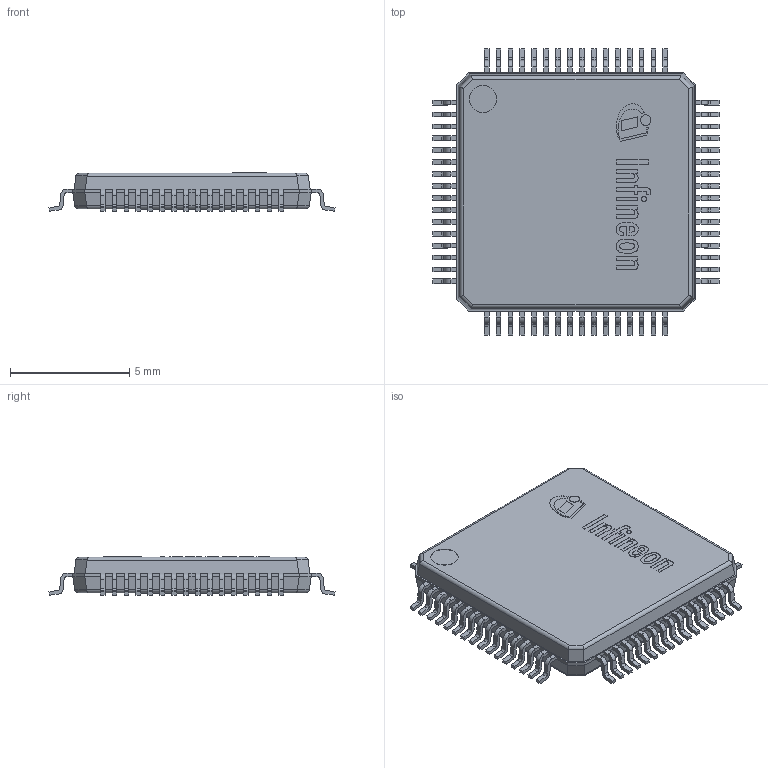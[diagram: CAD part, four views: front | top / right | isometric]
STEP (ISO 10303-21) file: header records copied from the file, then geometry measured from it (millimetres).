
FILE_DESCRIPTION(/* description */ (''),/* implementation_level */ '2;1');
FILE_NAME(/* name */ '1.stp',/* time_stamp */ '2025-08-27T14:57:13+05:30',/* author */ ('sivamani'),/* organization */ (''),/* preprocessor_version */ 'ST-DEVELOPER v19.2',/* originating_system */ 'AutoCAD Mechanical',/* authorisation */ '');
FILE_SCHEMA (('AUTOMOTIVE_DESIGN { 1 0 10303 214 3 1 1 }'));
Length unit declared in the file: millimetre
Products named in the file (1): Product
Bounding box: 12 x 12 x 1.61 mm (x, y, z)
Volume: 148.1 mm3; surface area: 771.1 mm2
Topology: 81 solids, 81 shells, 1396 faces, 3648 edges, 2418 vertices
Faces by surface type: plane 949, cylinder 437, bspline 8, torus 2
Full cylindrical faces by diameter (mm): 0.213 x1, 0.439 x1, 1.15 x2, 1.5 x1
Entity records: 42900 total; most frequent: CARTESIAN_POINT 7537, DIRECTION 7432, ORIENTED_EDGE 7298, EDGE_CURVE 3649, LINE 2644, VECTOR 2644, VERTEX_POINT 2419, AXIS2_PLACEMENT_3D 2394
